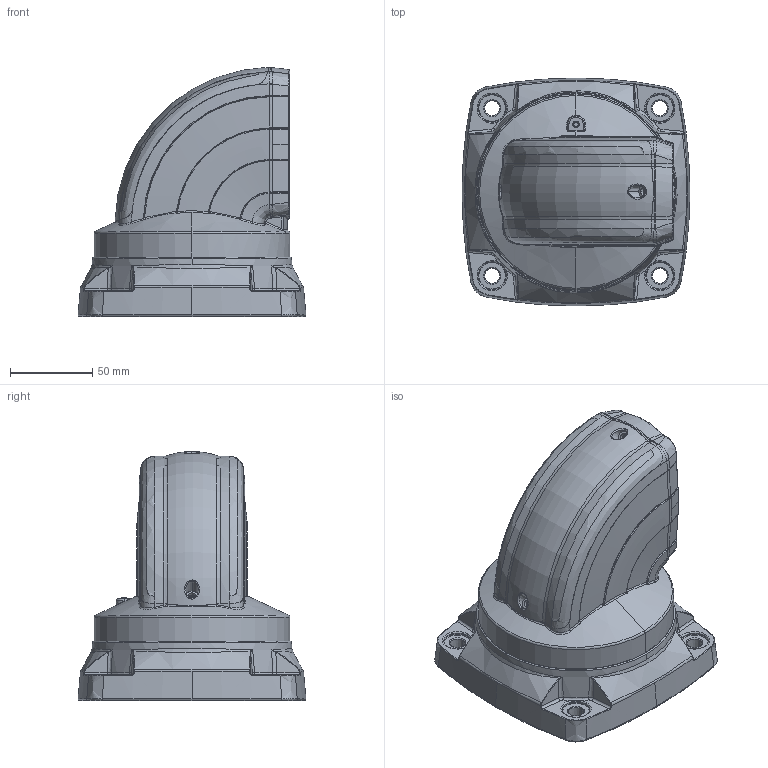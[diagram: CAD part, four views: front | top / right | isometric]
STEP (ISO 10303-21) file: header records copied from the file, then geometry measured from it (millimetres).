
FILE_DESCRIPTION (( 'STEP AP203' ), '1' );
FILE_NAME ('600.STEP', '2016-05-05T14:16:44', ( '' ), ( '' ), 'SwSTEP 2.0', 'SolidWorks 2013', '' );
FILE_SCHEMA (( 'CONFIG_CONTROL_DESIGN' ));
Length unit declared in the file: millimetre
Products named in the file (1): 600
Bounding box: 138.63 x 138.63 x 151.56 mm (x, y, z)
Volume: 608741.2 mm3; surface area: 152275.4 mm2
Topology: 3 solids, 38 shells, 1816 faces, 4390 edges, 2592 vertices
Faces by surface type: bspline 868, cone 350, plane 232, cylinder 184, torus 178, sphere 4
Entity records: 87789 total; most frequent: CARTESIAN_POINT 52829, ORIENTED_EDGE 8578, DIRECTION 5529, EDGE_CURVE 4289, VERTEX_POINT 2592, AXIS2_PLACEMENT_3D 2414, B_SPLINE_CURVE_WITH_KNOTS 1922, EDGE_LOOP 1893
